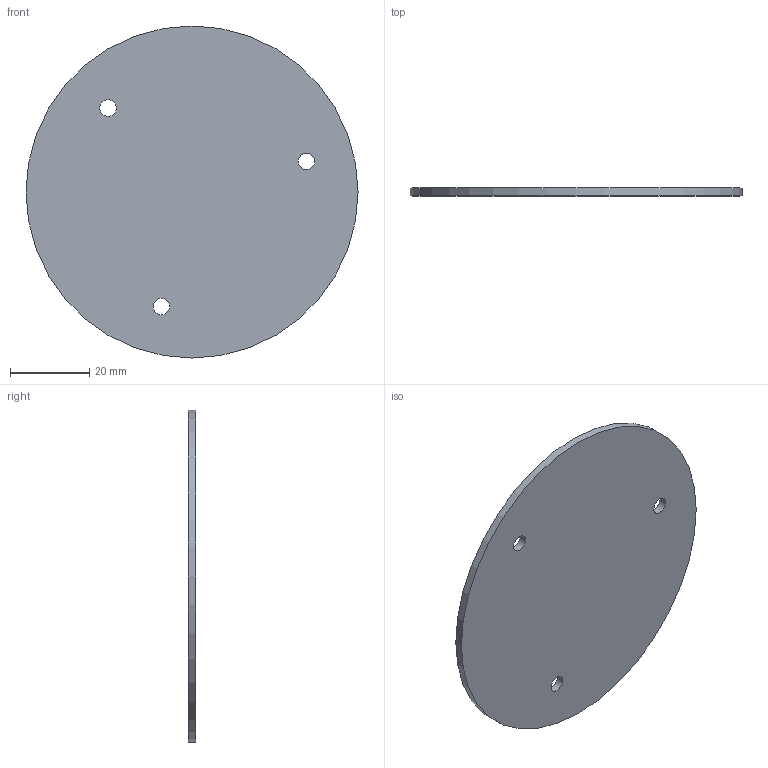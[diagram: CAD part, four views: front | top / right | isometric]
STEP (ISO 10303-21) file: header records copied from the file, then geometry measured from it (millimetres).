
FILE_DESCRIPTION(/* description */ (''),/* implementation_level */ '2;1');
FILE_NAME(/* name */ 'plate3.stp',/* time_stamp */ '2016-05-24T16:38:55+09:00',/* author */ ('Ryodo'),/* organization */ (''),/* preprocessor_version */ 'ST-DEVELOPER v15.6',/* originating_system */ 'Autodesk Inventor 2015',/* authorisation */ '');
FILE_SCHEMA (('AUTOMOTIVE_DESIGN { 1 0 10303 214 3 1 1 }'));
Length unit declared in the file: millimetre
Products named in the file (1): plate3
Bounding box: 84 x 2 x 84 mm (x, y, z)
Volume: 11000.4 mm3; surface area: 11607.4 mm2
Topology: 1 solids, 1 shells, 6 faces, 25 edges, 21 vertices
Faces by surface type: cylinder 4, plane 2
Full cylindrical faces by diameter (mm): 4.2 x3, 84 x1
Entity records: 238 total; most frequent: DIRECTION 52, CARTESIAN_POINT 34, AXIS2_PLACEMENT_3D 26, CIRCLE 19, EDGE_LOOP 16, ORIENTED_EDGE 16, FACE_BOUND 10, VERTEX_POINT 8
